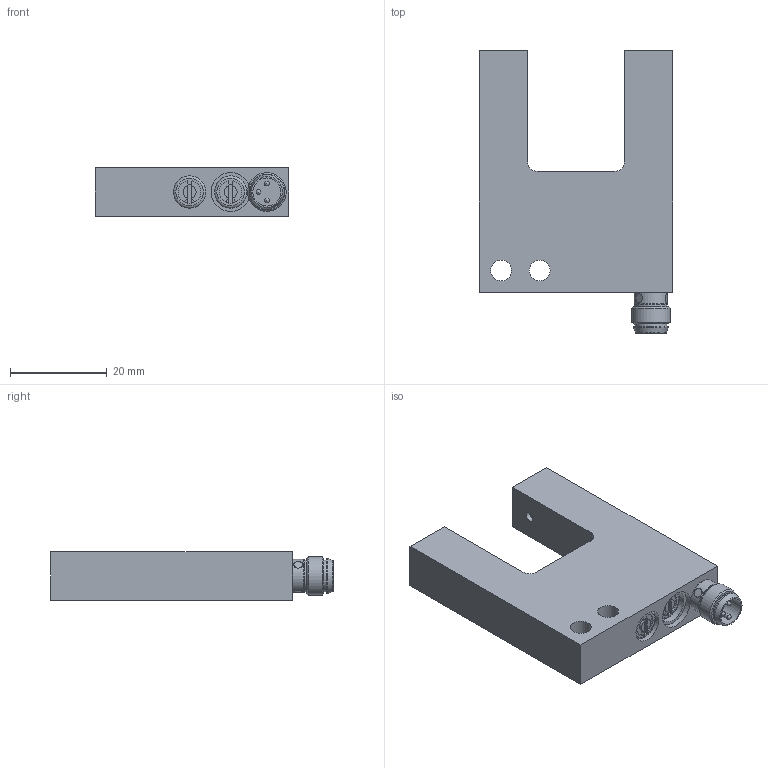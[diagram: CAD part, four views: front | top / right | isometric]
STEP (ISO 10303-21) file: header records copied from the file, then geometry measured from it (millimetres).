
FILE_DESCRIPTION(/* description */ ('DISO X xxx'),/* implementation_level */ '2;1');
FILE_NAME(/* name */ 'OGUP 020 P3K-TSSL.stp',/* time_stamp */ '2015-07-22T09:34:04+02:00',/* author */ ('lck'),/* organization */ (''),/* preprocessor_version */ 'ST-DEVELOPER v15.6',/* originating_system */ 'Autodesk Inventor 2015',/* authorisation */ '');
FILE_SCHEMA (('AUTOMOTIVE_DESIGN { 1 0 10303 214 3 1 1 }'));
Length unit declared in the file: millimetre
Products named in the file (1): Bauteil85
Bounding box: 40 x 58.5 x 10 mm (x, y, z)
Volume: 14679.3 mm3; surface area: 6287.8 mm2
Topology: 1 solids, 7 shells, 189 faces, 429 edges, 275 vertices
Faces by surface type: plane 101, cylinder 78, cone 5, sphere 3, torus 2
Full cylindrical faces by diameter (mm): 1 x3, 2 x4, 4.3 x2, 5.7 x1, 5.8 x2, 6.4 x1, 6.6 x4, 6.7 x4, 6.9 x1, 7.2 x1, 8 x1, 8.1 x1
Entity records: 5532 total; most frequent: CARTESIAN_POINT 1159, DIRECTION 874, ORIENTED_EDGE 764, EDGE_CURVE 382, AXIS2_PLACEMENT_3D 343, VERTEX_POINT 263, EDGE_LOOP 255, FACE_OUTER_BOUND 189
